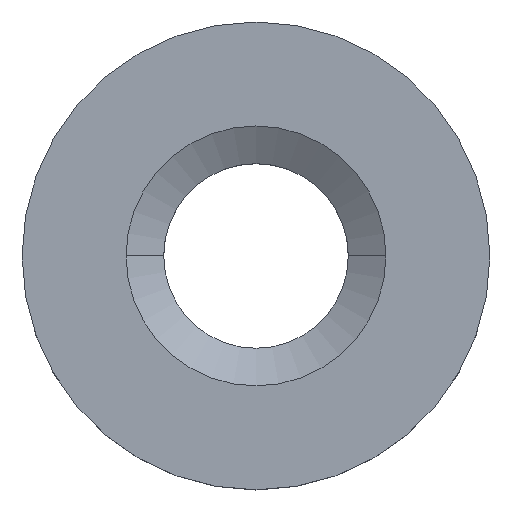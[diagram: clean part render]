
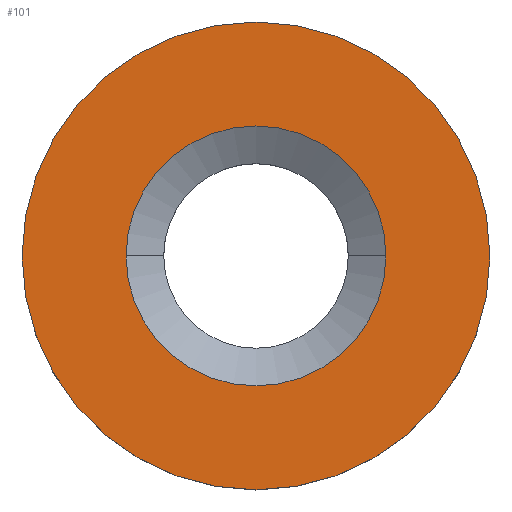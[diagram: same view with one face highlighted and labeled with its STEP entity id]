
A CAD part, top view. The second image highlights one B-rep face of the part: STEP entity #101.
In plain terms, the highlighted planar face has unit normal (0, 0, 1).
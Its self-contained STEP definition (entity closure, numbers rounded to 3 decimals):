
#71=EDGE_CURVE('',#113,#111,#158,.T.);
#79=EDGE_CURVE('',#127,#121,#167,.T.);
#95=EDGE_CURVE('',#121,#127,#186,.T.);
#101=ADVANCED_FACE('',(#193,#194),#195,.T.);
#109=EDGE_CURVE('',#111,#113,#204,.T.);
#111=VERTEX_POINT('',#206);
#113=VERTEX_POINT('',#208);
#121=VERTEX_POINT('',#217);
#127=VERTEX_POINT('',#223);
#158=CIRCLE('',#250,18.0);
#167=CIRCLE('',#261,10.0);
#186=CIRCLE('',#288,10.0);
#193=FACE_OUTER_BOUND('',#296,.T.);
#194=FACE_BOUND('',#297,.T.);
#195=PLANE('',#298);
#204=CIRCLE('',#310,18.0);
#206=CARTESIAN_POINT('',(-18.,0.,6.));
#208=CARTESIAN_POINT('',(18.,0.,6.));
#217=CARTESIAN_POINT('',(10.,0.,6.));
#223=CARTESIAN_POINT('',(-10.,0.,6.));
#250=AXIS2_PLACEMENT_3D('',#350,#351,#352);
#261=AXIS2_PLACEMENT_3D('',#364,#365,#366);
#288=AXIS2_PLACEMENT_3D('',#389,#390,#391);
#296=EDGE_LOOP('',(#404,#405));
#297=EDGE_LOOP('',(#406,#407));
#298=AXIS2_PLACEMENT_3D('',#408,#409,#410);
#310=AXIS2_PLACEMENT_3D('',#420,#421,#422);
#350=CARTESIAN_POINT('',(0.,0.,6.));
#351=DIRECTION('',(-0.0,0.0,-1.0));
#352=DIRECTION('',(-1.0,0.,0.0));
#364=CARTESIAN_POINT('',(0.,0.,6.));
#365=DIRECTION('',(-0.0,0.0,-1.0));
#366=DIRECTION('',(-1.0,0.,0.0));
#389=CARTESIAN_POINT('',(0.,0.,6.));
#390=DIRECTION('',(-0.0,0.0,-1.0));
#391=DIRECTION('',(-1.0,0.,0.0));
#404=ORIENTED_EDGE('',*,*,#109,.F.);
#405=ORIENTED_EDGE('',*,*,#71,.F.);
#406=ORIENTED_EDGE('',*,*,#79,.T.);
#407=ORIENTED_EDGE('',*,*,#95,.T.);
#408=CARTESIAN_POINT('',(-14.,0.,6.));
#409=DIRECTION('',(0.0,0.0,1.0));
#410=DIRECTION('',(-1.0,0.,0.0));
#420=CARTESIAN_POINT('',(0.,0.,6.));
#421=DIRECTION('',(-0.0,0.0,-1.0));
#422=DIRECTION('',(-1.0,0.,0.0));
